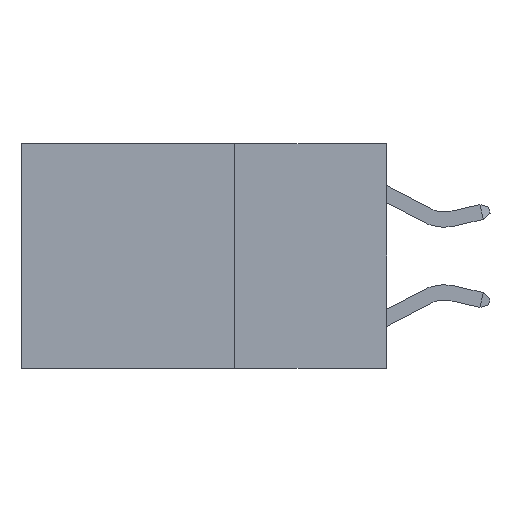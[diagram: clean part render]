
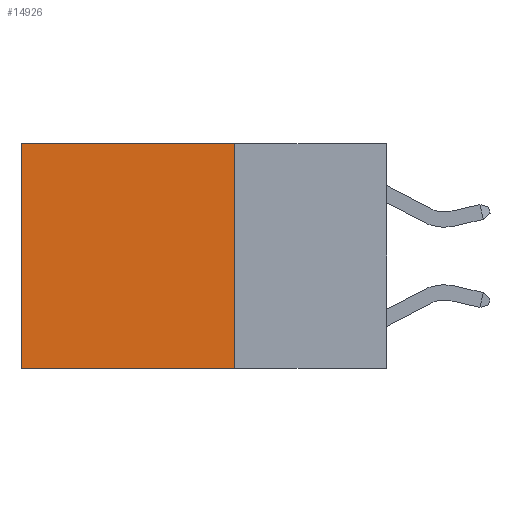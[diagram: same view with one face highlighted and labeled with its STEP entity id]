
A CAD part, left-side view. The second image highlights one B-rep face of the part: STEP entity #14926.
In plain terms, the highlighted planar face has unit normal (-1, 0, 0).
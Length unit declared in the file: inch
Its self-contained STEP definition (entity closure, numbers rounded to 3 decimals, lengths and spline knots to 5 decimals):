
#302 = FACE_OUTER_BOUND ( 'NONE', #484, .T. ) ;
#484 = EDGE_LOOP ( 'NONE', ( #4345, #732, #1257, #3898 ) ) ;
#732 = ORIENTED_EDGE ( 'NONE', *, *, #3441, .F. ) ;
#1257 = ORIENTED_EDGE ( 'NONE', *, *, #10211, .F. ) ;
#1313 = EDGE_CURVE ( 'NONE', #9738, #8681, #8755, .T. ) ;
#1345 = CARTESIAN_POINT ( 'NONE',  ( 0.2625, 0.25, 0. ) ) ;
#1486 = VERTEX_POINT ( 'NONE', #8039 ) ;
#2805 = DIRECTION ( 'NONE',  ( 0., 1., 0. ) ) ;
#3093 = VECTOR ( 'NONE', #2805, 39.37008 ) ;
#3228 = VECTOR ( 'NONE', #7417, 39.37008 ) ;
#3441 = EDGE_CURVE ( 'NONE', #9350, #1486, #5437, .T. ) ;
#3898 = ORIENTED_EDGE ( 'NONE', *, *, #1313, .T. ) ;
#4345 = ORIENTED_EDGE ( 'NONE', *, *, #16847, .T. ) ;
#4346 = CARTESIAN_POINT ( 'NONE',  ( 0.2625, 0.25, -0.37 ) ) ;
#4636 = VECTOR ( 'NONE', #15538, 39.37008 ) ;
#5437 = LINE ( 'NONE', #10467, #3093 ) ;
#7333 = CARTESIAN_POINT ( 'NONE',  ( 0.2625, 0.6, 0. ) ) ;
#7417 = DIRECTION ( 'NONE',  ( 0., 0., -1. ) ) ;
#7864 = CARTESIAN_POINT ( 'NONE',  ( 0.2625, 0.25, 0. ) ) ;
#8039 = CARTESIAN_POINT ( 'NONE',  ( 0.2625, 0.6, -0.37 ) ) ;
#8312 = DIRECTION ( 'NONE',  ( 0., 0., -1. ) ) ;
#8681 = VERTEX_POINT ( 'NONE', #7333 ) ;
#8755 = LINE ( 'NONE', #14044, #4636 ) ;
#9148 = DIRECTION ( 'NONE',  ( 0., 0., -1. ) ) ;
#9285 = AXIS2_PLACEMENT_3D ( 'NONE', #1345, #11953, #8312 ) ;
#9350 = VERTEX_POINT ( 'NONE', #4346 ) ;
#9738 = VERTEX_POINT ( 'NONE', #7864 ) ;
#10211 = EDGE_CURVE ( 'NONE', #9738, #9350, #15758, .T. ) ;
#10300 = VECTOR ( 'NONE', #9148, 39.37008 ) ;
#10467 = CARTESIAN_POINT ( 'NONE',  ( 0.2625, 0.25, -0.37 ) ) ;
#11013 = PLANE ( 'NONE',  #9285 ) ;
#11953 = DIRECTION ( 'NONE',  ( 1., 0., 0. ) ) ;
#11999 = CARTESIAN_POINT ( 'NONE',  ( 0.2625, 0.25, 0. ) ) ;
#12640 = CARTESIAN_POINT ( 'NONE',  ( 0.2625, 0.6, 0. ) ) ;
#14008 = LINE ( 'NONE', #12640, #3228 ) ;
#14044 = CARTESIAN_POINT ( 'NONE',  ( 0.2625, 0.25, 0. ) ) ;
#14926 = ADVANCED_FACE ( 'NONE', ( #302 ), #11013, .F. ) ;
#15538 = DIRECTION ( 'NONE',  ( 0., 1., 0. ) ) ;
#15758 = LINE ( 'NONE', #11999, #10300 ) ;
#16847 = EDGE_CURVE ( 'NONE', #8681, #1486, #14008, .T. ) ;
